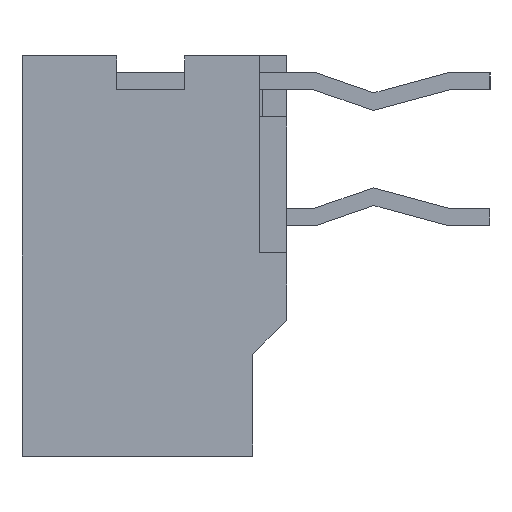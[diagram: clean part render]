
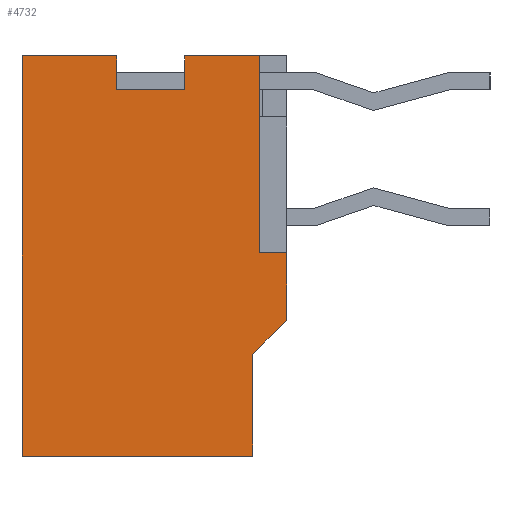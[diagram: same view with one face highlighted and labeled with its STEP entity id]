
A CAD part, left-side view. The second image highlights one B-rep face of the part: STEP entity #4732.
In plain terms, the highlighted planar face has unit normal (-1, 0, 0).
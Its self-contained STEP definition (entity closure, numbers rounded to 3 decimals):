
#542=DIRECTION('',(0.,-1.,0.));
#543=VECTOR('',#542,1.);
#544=CARTESIAN_POINT('',(-17.3,0.55,2.45));
#545=LINE('265203',#544,#543);
#578=DIRECTION('',(0.,0.,-1.));
#579=VECTOR('',#578,5.9);
#580=CARTESIAN_POINT('',(-17.3,1.95,2.95));
#581=LINE('265202',#580,#579);
#590=DIRECTION('',(0.,-1.,0.));
#591=VECTOR('',#590,3.4);
#592=CARTESIAN_POINT('',(-17.3,1.95,-2.95));
#593=LINE('265201',#592,#591);
#602=DIRECTION('',(0.,0.,-1.));
#603=VECTOR('',#602,1.5);
#604=CARTESIAN_POINT('',(-17.3,-1.45,-1.45));
#605=LINE('265200',#604,#603);
#674=DIRECTION('',(0.,-1.,0.));
#675=VECTOR('',#674,1.1);
#676=CARTESIAN_POINT('',(-17.3,-0.45,2.95));
#677=LINE('265180',#676,#675);
#678=DIRECTION('',(0.,0.,-1.));
#679=VECTOR('',#678,1.);
#680=CARTESIAN_POINT('',(-17.3,-1.95,0.05));
#681=LINE('265164',#680,#679);
#682=DIRECTION('',(0.,-0.707,0.707));
#683=VECTOR('',#682,0.707);
#684=CARTESIAN_POINT('',(-17.3,-1.45,-1.45));
#685=LINE('265199',#684,#683);
#686=DIRECTION('',(0.,-1.,0.));
#687=VECTOR('',#686,1.4);
#688=CARTESIAN_POINT('',(-17.3,1.95,2.95));
#689=LINE('265178',#688,#687);
#690=DIRECTION('',(0.,0.,-1.));
#691=VECTOR('',#690,0.5);
#692=CARTESIAN_POINT('',(-17.3,0.55,2.95));
#693=LINE('265194',#692,#691);
#702=DIRECTION('',(0.,0.,1.));
#703=VECTOR('',#702,0.5);
#704=CARTESIAN_POINT('',(-17.3,-0.45,2.45));
#705=LINE('265204',#704,#703);
#718=DIRECTION('',(0.,0.,-1.));
#719=VECTOR('',#718,2.9);
#720=CARTESIAN_POINT('',(-17.3,-1.55,2.95));
#721=LINE('265197',#720,#719);
#738=DIRECTION('',(0.,-1.,0.));
#739=VECTOR('',#738,0.4);
#740=CARTESIAN_POINT('',(-17.3,-1.55,0.05));
#741=LINE('265198',#740,#739);
#3982=CARTESIAN_POINT('',(-17.3,-1.95,0.05));
#3983=CARTESIAN_POINT('',(-17.3,-1.95,-0.95));
#3984=VERTEX_POINT('',#3982);
#3985=VERTEX_POINT('',#3983);
#3994=CARTESIAN_POINT('',(-17.3,0.55,2.95));
#3995=VERTEX_POINT('',#3994);
#3996=CARTESIAN_POINT('',(-17.3,1.95,2.95));
#3997=VERTEX_POINT('',#3996);
#3998=CARTESIAN_POINT('',(-17.3,-0.45,2.95));
#3999=CARTESIAN_POINT('',(-17.3,-1.55,2.95));
#4000=VERTEX_POINT('',#3998);
#4001=VERTEX_POINT('',#3999);
#4016=CARTESIAN_POINT('',(-17.3,0.55,2.45));
#4017=VERTEX_POINT('',#4016);
#4018=CARTESIAN_POINT('',(-17.3,-1.55,0.05));
#4019=VERTEX_POINT('',#4018);
#4020=CARTESIAN_POINT('',(-17.3,-1.45,-1.45));
#4021=VERTEX_POINT('',#4020);
#4022=CARTESIAN_POINT('',(-17.3,-1.45,-2.95));
#4023=VERTEX_POINT('',#4022);
#4024=CARTESIAN_POINT('',(-17.3,1.95,-2.95));
#4025=VERTEX_POINT('',#4024);
#4026=CARTESIAN_POINT('',(-17.3,-0.45,2.45));
#4027=VERTEX_POINT('',#4026);
#4707=CARTESIAN_POINT('',(-17.3,0.,0.));
#4708=DIRECTION('',(-1.,0.,0.));
#4709=DIRECTION('',(0.,1.,0.));
#4710=AXIS2_PLACEMENT_3D('',#4707,#4708,#4709);
#4711=PLANE('263623',#4710);
#4713=ORIENTED_EDGE('265180',*,*,#4712,.T.);
#4715=ORIENTED_EDGE('265197',*,*,#4714,.T.);
#4717=ORIENTED_EDGE('265198',*,*,#4716,.T.);
#4718=ORIENTED_EDGE('265164',*,*,#4076,.T.);
#4719=ORIENTED_EDGE('265199',*,*,#4601,.F.);
#4720=ORIENTED_EDGE('265200',*,*,#4587,.T.);
#4721=ORIENTED_EDGE('265201',*,*,#4560,.F.);
#4722=ORIENTED_EDGE('265202',*,*,#4545,.F.);
#4724=ORIENTED_EDGE('265178',*,*,#4723,.T.);
#4726=ORIENTED_EDGE('265194',*,*,#4725,.T.);
#4727=ORIENTED_EDGE('265203',*,*,#4518,.T.);
#4729=ORIENTED_EDGE('265204',*,*,#4728,.T.);
#4730=EDGE_LOOP('263623',(#4713,#4715,#4717,#4718,#4719,#4720,#4721,#4722,#4724,
#4726,#4727,#4729));
#4731=FACE_OUTER_BOUND('263623',#4730,.F.);
#4732=ADVANCED_FACE('263623',(#4731),#4711,.T.);
#4076=EDGE_CURVE('265164',#3984,#3985,#681,.T.);
#4518=EDGE_CURVE('265203',#4017,#4027,#545,.T.);
#4545=EDGE_CURVE('265202',#3997,#4025,#581,.T.);
#4560=EDGE_CURVE('265201',#4025,#4023,#593,.T.);
#4587=EDGE_CURVE('265200',#4021,#4023,#605,.T.);
#4601=EDGE_CURVE('265199',#4021,#3985,#685,.T.);
#4712=EDGE_CURVE('265180',#4000,#4001,#677,.T.);
#4714=EDGE_CURVE('265197',#4001,#4019,#721,.T.);
#4716=EDGE_CURVE('265198',#4019,#3984,#741,.T.);
#4723=EDGE_CURVE('265178',#3997,#3995,#689,.T.);
#4725=EDGE_CURVE('265194',#3995,#4017,#693,.T.);
#4728=EDGE_CURVE('265204',#4027,#4000,#705,.T.);
